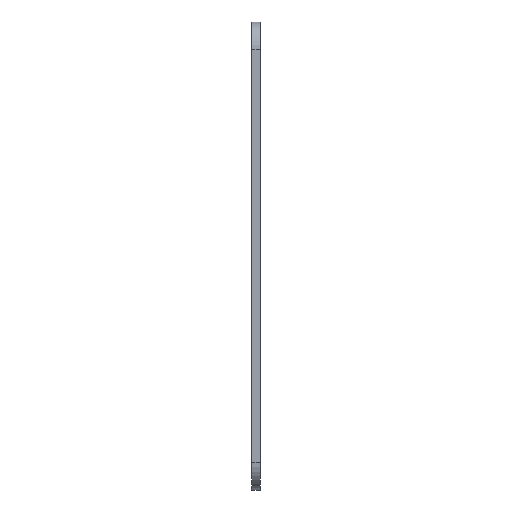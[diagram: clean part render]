
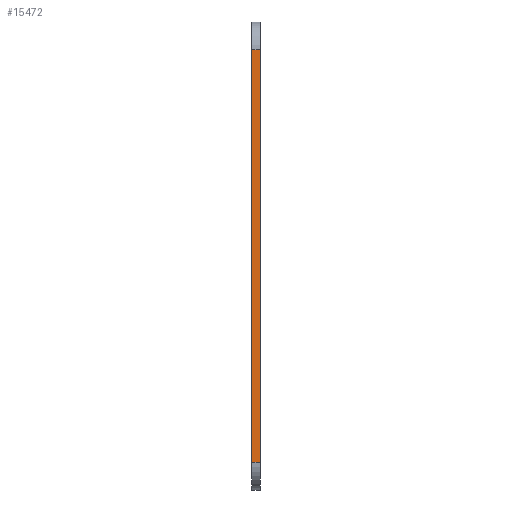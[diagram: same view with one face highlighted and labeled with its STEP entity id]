
A CAD part, left-side view. The second image highlights one B-rep face of the part: STEP entity #15472.
In plain terms, the highlighted planar face has unit normal (-1, 0, 0).
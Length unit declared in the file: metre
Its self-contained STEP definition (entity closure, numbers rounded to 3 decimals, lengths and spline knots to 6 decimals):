
#2037=ORIENTED_EDGE('',*,*,#6375,.F.);
#2038=ORIENTED_EDGE('',*,*,#6389,.T.);
#2039=ORIENTED_EDGE('',*,*,#5199,.T.);
#2040=ORIENTED_EDGE('',*,*,#6390,.T.);
#5199=EDGE_CURVE('',#7458,#7457,#8931,.T.);
#6375=EDGE_CURVE('',#8579,#8580,#9942,.T.);
#6389=EDGE_CURVE('',#8579,#7458,#9950,.T.);
#6390=EDGE_CURVE('',#7457,#8580,#9951,.F.);
#7457=VERTEX_POINT('',#22742);
#7458=VERTEX_POINT('',#22744);
#8579=VERTEX_POINT('',#25182);
#8580=VERTEX_POINT('',#25184);
#8931=LINE('',#22743,#10913);
#9942=LINE('',#25183,#11924);
#9950=LINE('',#25210,#11932);
#9951=LINE('',#25211,#11933);
#10913=VECTOR('',#18695,1.);
#11924=VECTOR('',#20092,1.);
#11932=VECTOR('',#20124,1.);
#11933=VECTOR('',#20125,1.);
#12935=EDGE_LOOP('',(#2037,#2038,#2039,#2040));
#13881=FACE_BOUND('',#12935,.T.);
#14612=PLANE('',#17736);
#15472=ADVANCED_FACE('',(#13881),#14612,.F.);
#17736=AXIS2_PLACEMENT_3D('',#25209,#20122,#20123);
#18695=DIRECTION('',(0.,0.,-1.));
#20092=DIRECTION('',(0.,0.,-1.));
#20122=DIRECTION('',(1.,0.,0.));
#20123=DIRECTION('',(0.,0.,-1.));
#20124=DIRECTION('',(0.,1.,0.));
#20125=DIRECTION('',(0.,1.,0.));
#22742=CARTESIAN_POINT('',(-0.040471,0.,-0.025946));
#22743=CARTESIAN_POINT('',(-0.040471,0.,0.011201));
#22744=CARTESIAN_POINT('',(-0.040471,0.,0.048348));
#25182=CARTESIAN_POINT('',(-0.040471,-0.0015,0.048348));
#25183=CARTESIAN_POINT('',(-0.040471,-0.0015,0.011201));
#25184=CARTESIAN_POINT('',(-0.040471,-0.0015,-0.025946));
#25209=CARTESIAN_POINT('',(-0.040471,-0.0015,0.011201));
#25210=CARTESIAN_POINT('',(-0.040471,0.,0.048348));
#25211=CARTESIAN_POINT('',(-0.040471,-0.0015,-0.025946));
